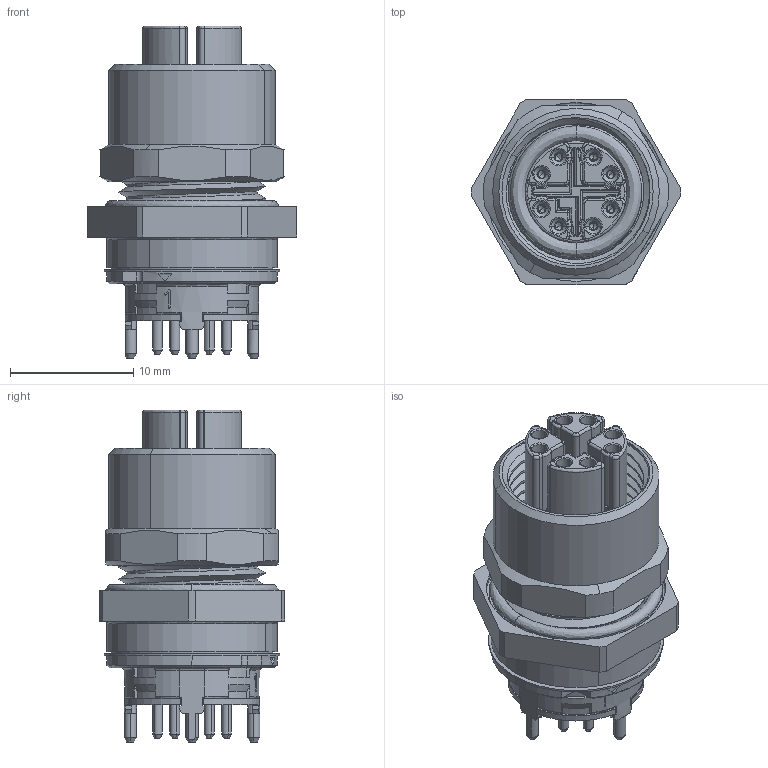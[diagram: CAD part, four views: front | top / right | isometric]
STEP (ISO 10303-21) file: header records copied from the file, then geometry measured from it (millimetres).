
FILE_DESCRIPTION (( 'STEP AP214' ), '1' );
FILE_NAME ('J80120A0120H50.STEP', '2017-11-02T12:48:59', ( '' ), ( '' ), 'SwSTEP 2.0', 'SolidWorks 2017', '' );
FILE_SCHEMA (( 'AUTOMOTIVE_DESIGN' ));
Length unit declared in the file: millimetre
Products named in the file (1): J80120A0120H50
Bounding box: 17 x 15 x 26.9 mm (x, y, z)
Volume: 2677.9 mm3; surface area: 3314.2 mm2
Topology: 3 solids, 3 shells, 1040 faces, 2659 edges, 1598 vertices
Faces by surface type: cylinder 421, plane 308, bspline 167, cone 122, torus 22
Entity records: 47297 total; most frequent: CARTESIAN_POINT 12204, ORIENTED_EDGE 5186, DIRECTION 4956, EDGE_CURVE 2593, AXIS2_PLACEMENT_3D 1916, VERTEX_POINT 1598, LINE 1124, VECTOR 1124
